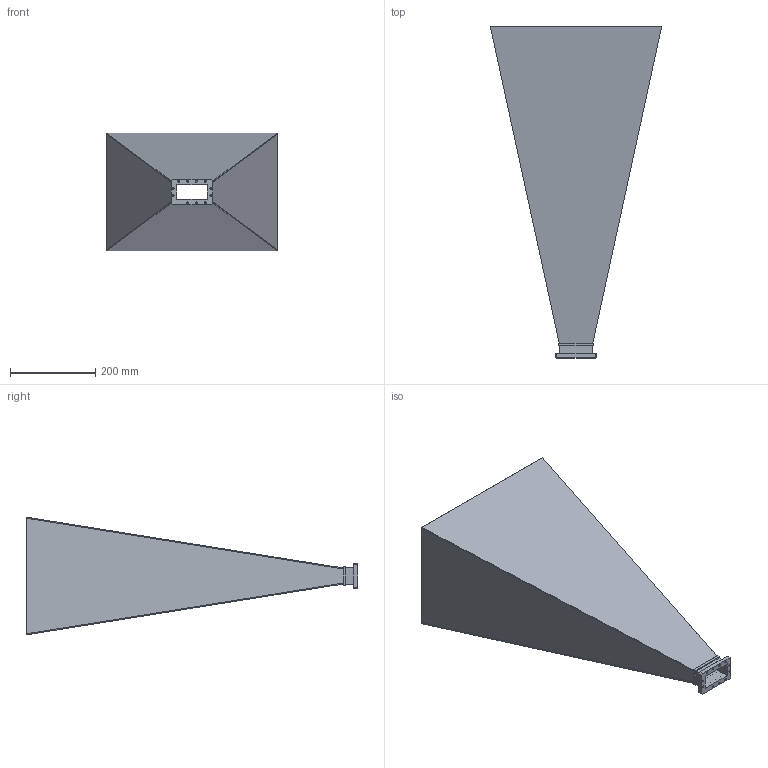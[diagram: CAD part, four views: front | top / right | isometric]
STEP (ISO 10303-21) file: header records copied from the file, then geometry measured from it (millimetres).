
FILE_DESCRIPTION (( 'STEP AP214' ), '1' );
FILE_NAME ('FM9863B-20_3D.STEP', '2021-05-11T19:48:47', ( '' ), ( '' ), 'SwSTEP 2.0', 'SolidWorks 2020', '' );
FILE_SCHEMA (( 'AUTOMOTIVE_DESIGN' ));
Length unit declared in the file: inch
Products named in the file (1): FM9863B-20_3D
Bounding box: 401.73 x 777.88 x 275.74 mm (x, y, z)
Volume: 1444059.3 mm3; surface area: 1227404.5 mm2
Topology: 3 solids, 3 shells, 71 faces, 189 edges, 126 vertices
Faces by surface type: plane 60, cylinder 11
Full cylindrical faces by diameter (mm): 4.293 x5, 4.394 x6
Entity records: 2240 total; most frequent: CARTESIAN_POINT 376, ORIENTED_EDGE 356, DIRECTION 344, EDGE_CURVE 178, VECTOR 156, LINE 156, VERTEX_POINT 126, EDGE_LOOP 108
